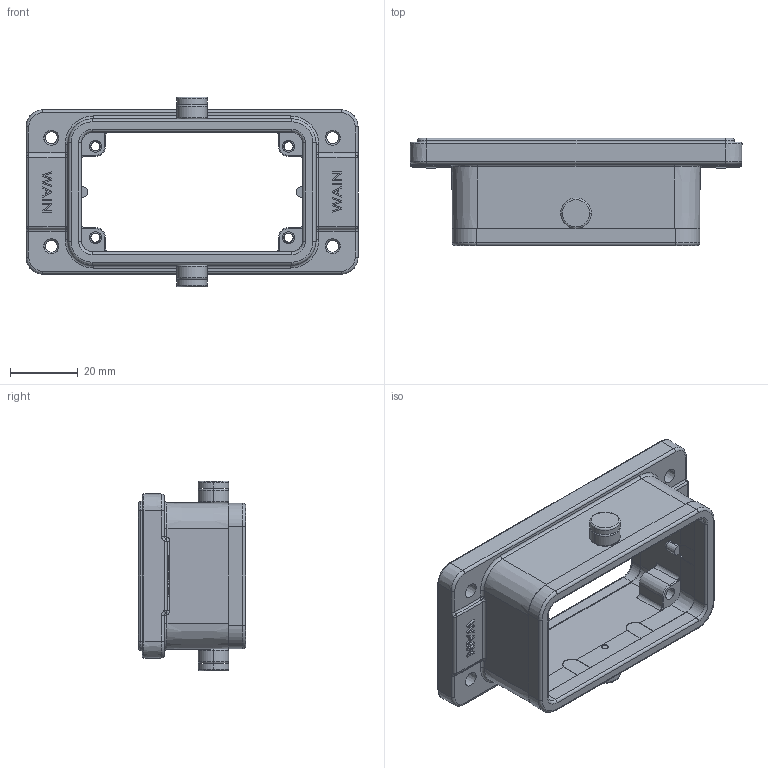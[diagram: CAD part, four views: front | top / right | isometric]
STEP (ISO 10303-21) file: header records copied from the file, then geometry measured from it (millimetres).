
FILE_DESCRIPTION((''),'2;1');
FILE_NAME('H10B-BK-2','2020-11-06T',('sy.ji'),(''),'PRO/ENGINEER BY PARAMETRIC TECHNOLOGY CORPORATION, 2012480','PRO/ENGINEER BY PARAMETRIC TECHNOLOGY CORPORATION, 2012480','');
FILE_SCHEMA(('CONFIG_CONTROL_DESIGN'));
Length unit declared in the file: millimetre
Products named in the file (1): H10B-BK-2
Bounding box: 97.99 x 31.65 x 56 mm (x, y, z)
Volume: 36898.3 mm3; surface area: 25860.7 mm2
Topology: 1 solids, 8 shells, 906 faces, 2376 edges, 1484 vertices
Faces by surface type: plane 328, cylinder 290, torus 108, cone 92, sphere 44, bspline 26, extrusion 18
Entity records: 31505 total; most frequent: CARTESIAN_POINT 9228, ORIENTED_EDGE 4752, DIRECTION 4570, EDGE_CURVE 2376, AXIS2_PLACEMENT_3D 1680, VERTEX_POINT 1484, VECTOR 1210, LINE 1192
